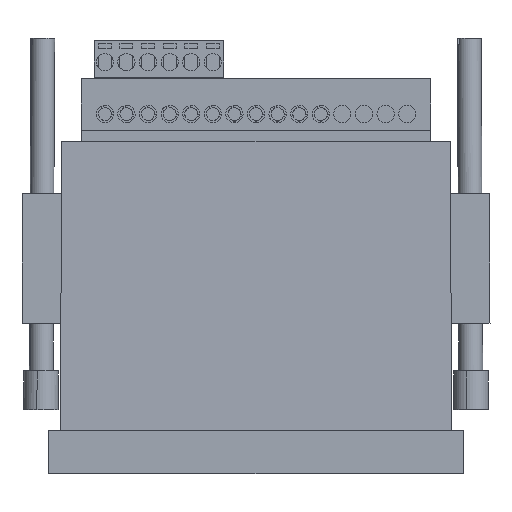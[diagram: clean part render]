
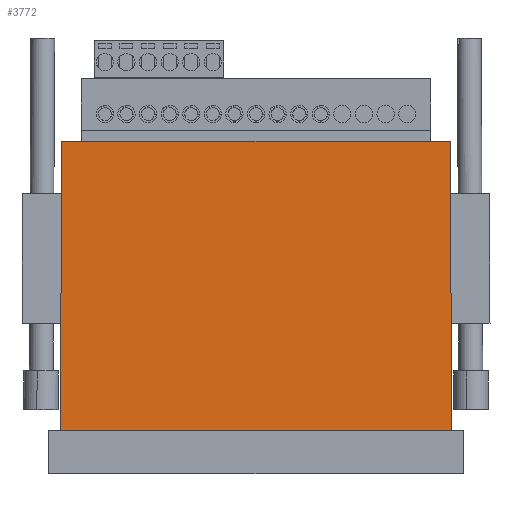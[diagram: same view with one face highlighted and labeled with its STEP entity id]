
A CAD part, front view. The second image highlights one B-rep face of the part: STEP entity #3772.
In plain terms, the highlighted planar face has unit normal (0, -1, 0.005).
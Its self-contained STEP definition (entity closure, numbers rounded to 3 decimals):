
#459 = VECTOR ( 'NONE', #6870, 1000. ) ;
#1082 = LINE ( 'NONE', #6701, #459 ) ;
#1757 = CARTESIAN_POINT ( 'NONE',  ( -45., -22.35, 0. ) ) ;
#1775 = DIRECTION ( 'NONE',  ( 1., 0., 0. ) ) ;
#1916 = LINE ( 'NONE', #21497, #11691 ) ;
#3099 = EDGE_CURVE ( 'NONE', #15853, #4415, #19560, .T. ) ;
#3772 = ADVANCED_FACE ( 'NONE', ( #17346 ), #5488, .T. ) ;
#3778 = ORIENTED_EDGE ( 'NONE', *, *, #4660, .F. ) ;
#4415 = VERTEX_POINT ( 'NONE', #15713 ) ;
#4660 = EDGE_CURVE ( 'NONE', #15851, #15853, #1082, .T. ) ;
#4810 = VECTOR ( 'NONE', #21589, 1000. ) ;
#5413 = LINE ( 'NONE', #7846, #4810 ) ;
#5488 = PLANE ( 'NONE',  #10417 ) ;
#5901 = EDGE_CURVE ( 'NONE', #15851, #24238, #1916, .T. ) ;
#6701 = CARTESIAN_POINT ( 'NONE',  ( -44.999, -22.349, 0.204 ) ) ;
#6870 = DIRECTION ( 'NONE',  ( 0.005, 0.005, 1. ) ) ;
#7038 = ORIENTED_EDGE ( 'NONE', *, *, #20753, .T. ) ;
#7846 = CARTESIAN_POINT ( 'NONE',  ( 44.998, -22.348, 0.412 ) ) ;
#9390 = CARTESIAN_POINT ( 'NONE',  ( -45.306, -22.656, -67. ) ) ;
#10417 = AXIS2_PLACEMENT_3D ( 'NONE', #1757, #21308, #13358 ) ;
#11691 = VECTOR ( 'NONE', #1775, 1000. ) ;
#11822 = ORIENTED_EDGE ( 'NONE', *, *, #5901, .T. ) ;
#12739 = ORIENTED_EDGE ( 'NONE', *, *, #3099, .F. ) ;
#13358 = DIRECTION ( 'NONE',  ( 0., -0.005, -1. ) ) ;
#15242 = VECTOR ( 'NONE', #16412, 1000. ) ;
#15713 = CARTESIAN_POINT ( 'NONE',  ( 45., -22.35, 0. ) ) ;
#15851 = VERTEX_POINT ( 'NONE', #9390 ) ;
#15853 = VERTEX_POINT ( 'NONE', #17456 ) ;
#16412 = DIRECTION ( 'NONE',  ( 1., 0., 0. ) ) ;
#17346 = FACE_OUTER_BOUND ( 'NONE', #21978, .T. ) ;
#17456 = CARTESIAN_POINT ( 'NONE',  ( -45., -22.35, 0. ) ) ;
#19560 = LINE ( 'NONE', #20428, #15242 ) ;
#20202 = CARTESIAN_POINT ( 'NONE',  ( 45.306, -22.656, -67. ) ) ;
#20428 = CARTESIAN_POINT ( 'NONE',  ( -45., -22.35, 0. ) ) ;
#20753 = EDGE_CURVE ( 'NONE', #24238, #4415, #5413, .T. ) ;
#21308 = DIRECTION ( 'NONE',  ( 0., -1., 0.005 ) ) ;
#21497 = CARTESIAN_POINT ( 'NONE',  ( -45., -22.656, -67. ) ) ;
#21589 = DIRECTION ( 'NONE',  ( -0.005, 0.005, 1. ) ) ;
#21978 = EDGE_LOOP ( 'NONE', ( #12739, #3778, #11822, #7038 ) ) ;
#24238 = VERTEX_POINT ( 'NONE', #20202 ) ;
